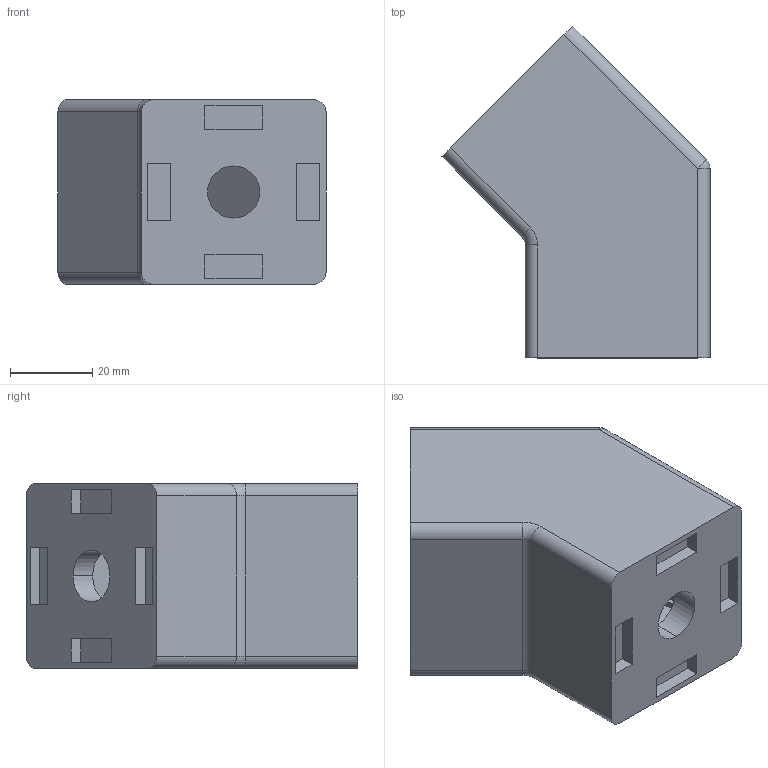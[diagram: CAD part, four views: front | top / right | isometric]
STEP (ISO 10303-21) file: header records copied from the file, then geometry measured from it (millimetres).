
FILE_DESCRIPTION (( 'STEP AP214' ), '1' );
FILE_NAME ('084.305.053.STEP', '2020-10-12T08:30:46', ( 'Localadmin' ), ( 'Microsoft' ), 'SwSTEP 2.0', 'SolidWorks 2018', '' );
FILE_SCHEMA (( 'AUTOMOTIVE_DESIGN' ));
Length unit declared in the file: millimetre
Products named in the file (3): 084.305.052C; 084.305.053A; 084.305.053
Assembly tree (2 placements, depth 2):
  084.305.053
    084.305.053A
    084.305.052C
Bounding box: 65.29 x 80.81 x 45 mm (x, y, z)
Volume: 59542.1 mm3; surface area: 33857 mm2
Topology: 2 solids, 2 shells, 166 faces, 440 edges, 290 vertices
Faces by surface type: plane 144, cylinder 18, torus 2, sphere 2
Entity records: 5644 total; most frequent: CARTESIAN_POINT 901, ORIENTED_EDGE 880, DIRECTION 822, EDGE_CURVE 440, LINE 400, VECTOR 400, VERTEX_POINT 290, AXIS2_PLACEMENT_3D 211
